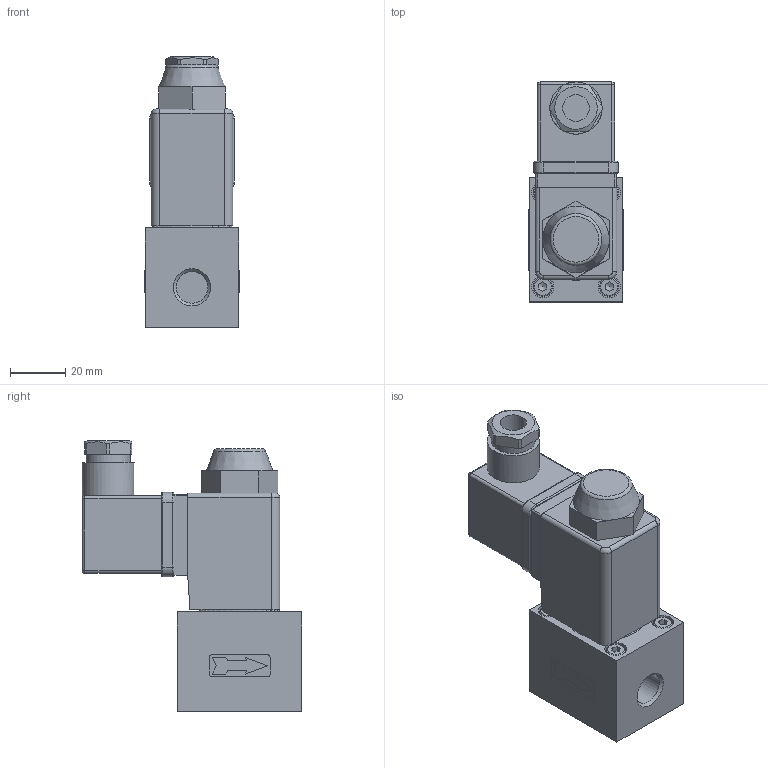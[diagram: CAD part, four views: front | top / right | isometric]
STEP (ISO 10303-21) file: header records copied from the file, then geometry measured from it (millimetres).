
FILE_DESCRIPTION(/* description */ (''),/* implementation_level */ '2;1');
FILE_NAME(/* name */ 'Typ 111 DN 2,0 - DN 6,0 PTFE.stp',/* time_stamp */ '2017-02-27T17:52:22+01:00',/* author */ ('keikmeier'),/* organization */ (''),/* preprocessor_version */ 'ST-DEVELOPER v15.2',/* originating_system */ 'Autodesk Inventor 2014',/* authorisation */ '');
FILE_SCHEMA (('AUTOMOTIVE_DESIGN { 1 0 10303 214 3 1 1 }'));
Length unit declared in the file: centimetre
Products named in the file (1): BG-9111XXXX
Bounding box: 34.16 x 79.5 x 98 mm (x, y, z)
Volume: 133954 mm3; surface area: 25653.8 mm2
Topology: 1 solids, 1 shells, 256 faces, 612 edges, 384 vertices
Faces by surface type: plane 144, cylinder 64, cone 22, torus 19, sphere 5, bspline 2
Full cylindrical faces by diameter (mm): 4 x4, 4.5 x4, 7 x4, 7.2 x1, 8 x4, 9.6 x1, 11.445 x2, 16 x1, 18.9 x1
Entity records: 7449 total; most frequent: CARTESIAN_POINT 1452, DIRECTION 1195, ORIENTED_EDGE 1110, EDGE_CURVE 555, AXIS2_PLACEMENT_3D 441, VERTEX_POINT 374, EDGE_LOOP 329, LINE 313
